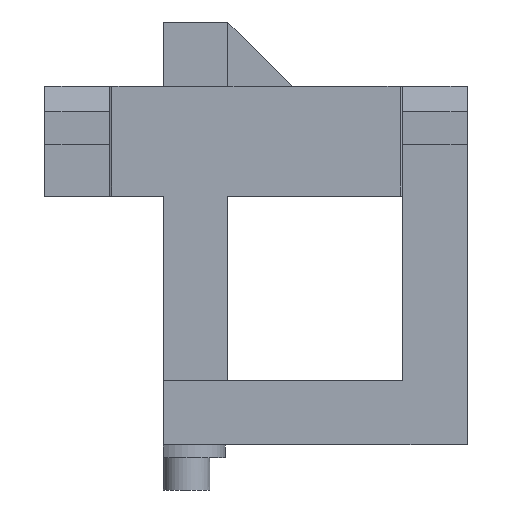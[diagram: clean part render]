
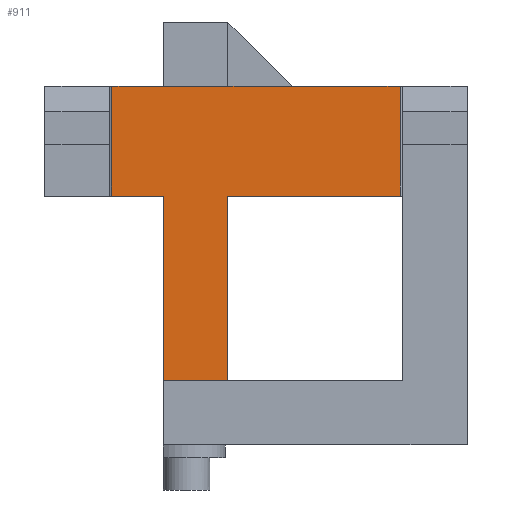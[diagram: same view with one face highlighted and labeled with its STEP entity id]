
A CAD part, front view. The second image highlights one B-rep face of the part: STEP entity #911.
In plain terms, the highlighted planar face has unit normal (0, -1, 0).
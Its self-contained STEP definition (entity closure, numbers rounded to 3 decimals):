
#56=PLANE('',#988);
#100=FACE_OUTER_BOUND('',#151,.T.);
#151=EDGE_LOOP('',(#833,#834,#835,#836,#837,#838,#839,#840,#841,#842,#843));
#168=LINE('',#1266,#277);
#179=LINE('',#1294,#288);
#195=LINE('',#1329,#304);
#197=LINE('',#1333,#306);
#207=LINE('',#1355,#316);
#220=LINE('',#1381,#329);
#225=LINE('',#1393,#334);
#226=LINE('',#1396,#335);
#263=LINE('',#1480,#372);
#264=LINE('',#1483,#373);
#265=LINE('',#1484,#374);
#277=VECTOR('',#1022,10.);
#288=VECTOR('',#1047,10.);
#304=VECTOR('',#1079,10.);
#306=VECTOR('',#1083,10.);
#316=VECTOR('',#1099,10.);
#329=VECTOR('',#1124,10.);
#334=VECTOR('',#1133,10.);
#335=VECTOR('',#1136,10.);
#372=VECTOR('',#1219,10.);
#373=VECTOR('',#1222,10.);
#374=VECTOR('',#1223,10.);
#406=VERTEX_POINT('',#1263);
#407=VERTEX_POINT('',#1265);
#417=VERTEX_POINT('',#1293);
#427=VERTEX_POINT('',#1326);
#429=VERTEX_POINT('',#1332);
#437=VERTEX_POINT('',#1349);
#438=VERTEX_POINT('',#1353);
#443=VERTEX_POINT('',#1366);
#450=VERTEX_POINT('',#1391);
#451=VERTEX_POINT('',#1395);
#476=VERTEX_POINT('',#1482);
#492=EDGE_CURVE('',#406,#407,#168,.T.);
#506=EDGE_CURVE('',#417,#407,#179,.T.);
#524=EDGE_CURVE('',#427,#406,#195,.T.);
#526=EDGE_CURVE('',#417,#429,#197,.T.);
#537=EDGE_CURVE('',#438,#437,#207,.T.);
#550=EDGE_CURVE('',#443,#438,#220,.T.);
#556=EDGE_CURVE('',#450,#443,#225,.T.);
#557=EDGE_CURVE('',#437,#451,#226,.T.);
#601=EDGE_CURVE('',#429,#450,#263,.T.);
#602=EDGE_CURVE('',#476,#427,#264,.T.);
#603=EDGE_CURVE('',#476,#451,#265,.T.);
#833=ORIENTED_EDGE('',*,*,#601,.F.);
#834=ORIENTED_EDGE('',*,*,#526,.F.);
#835=ORIENTED_EDGE('',*,*,#506,.T.);
#836=ORIENTED_EDGE('',*,*,#492,.F.);
#837=ORIENTED_EDGE('',*,*,#524,.F.);
#838=ORIENTED_EDGE('',*,*,#602,.F.);
#839=ORIENTED_EDGE('',*,*,#603,.T.);
#840=ORIENTED_EDGE('',*,*,#557,.F.);
#841=ORIENTED_EDGE('',*,*,#537,.F.);
#842=ORIENTED_EDGE('',*,*,#550,.F.);
#843=ORIENTED_EDGE('',*,*,#556,.F.);
#911=ADVANCED_FACE('',(#100),#56,.T.);
#988=AXIS2_PLACEMENT_3D('',#1481,#1220,#1221);
#1022=DIRECTION('',(-1.,0.,0.));
#1047=DIRECTION('',(0.,0.,-1.));
#1079=DIRECTION('',(0.,0.,-1.));
#1083=DIRECTION('',(-1.,0.,0.));
#1099=DIRECTION('',(1.,0.,0.));
#1124=DIRECTION('',(1.,0.,0.));
#1133=DIRECTION('',(1.,0.,0.));
#1136=DIRECTION('',(1.,0.,0.));
#1219=DIRECTION('',(0.,0.,1.));
#1220=DIRECTION('center_axis',(0.,-1.,0.));
#1221=DIRECTION('ref_axis',(-1.,0.,0.));
#1222=DIRECTION('',(-1.,0.,0.));
#1223=DIRECTION('',(0.,0.,1.));
#1263=CARTESIAN_POINT('',(9.2,24.,-18.3));
#1265=CARTESIAN_POINT('',(4.2,24.,-18.3));
#1266=CARTESIAN_POINT('',(9.2,24.,-18.3));
#1293=CARTESIAN_POINT('',(4.2,24.,-4.));
#1294=CARTESIAN_POINT('',(4.2,24.,-4.));
#1326=CARTESIAN_POINT('',(9.2,24.,-4.));
#1329=CARTESIAN_POINT('',(9.2,24.,-4.));
#1332=CARTESIAN_POINT('',(0.2,24.,-4.));
#1333=CARTESIAN_POINT('',(22.75,24.,-4.));
#1349=CARTESIAN_POINT('',(14.2,24.,4.5));
#1353=CARTESIAN_POINT('',(9.2,24.,4.5));
#1355=CARTESIAN_POINT('',(22.75,24.,4.5));
#1366=CARTESIAN_POINT('',(4.2,24.,4.5));
#1381=CARTESIAN_POINT('',(22.75,24.,4.5));
#1391=CARTESIAN_POINT('',(0.2,24.,4.5));
#1393=CARTESIAN_POINT('',(22.75,24.,4.5));
#1395=CARTESIAN_POINT('',(22.55,24.,4.5));
#1396=CARTESIAN_POINT('',(22.75,24.,4.5));
#1480=CARTESIAN_POINT('',(0.2,24.,0.));
#1481=CARTESIAN_POINT('Origin',(22.55,24.,0.));
#1482=CARTESIAN_POINT('',(22.55,24.,-4.));
#1483=CARTESIAN_POINT('',(22.75,24.,-4.));
#1484=CARTESIAN_POINT('',(22.55,24.,0.));
